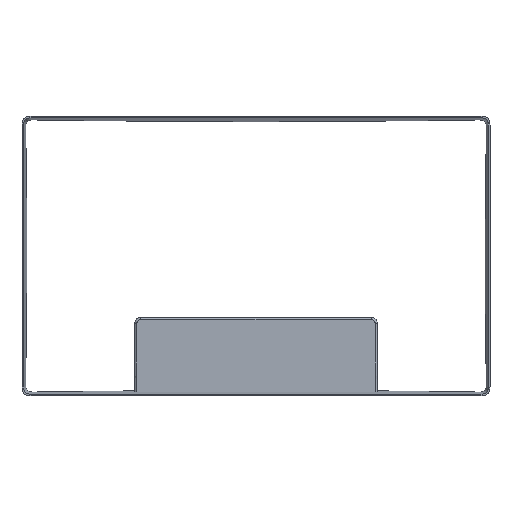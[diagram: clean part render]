
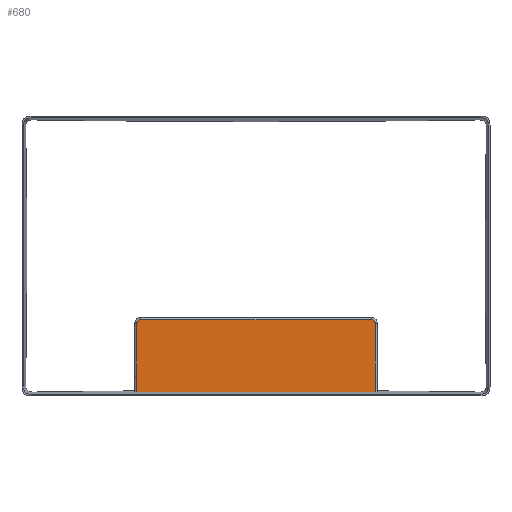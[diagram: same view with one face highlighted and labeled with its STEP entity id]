
A CAD part, front view. The second image highlights one B-rep face of the part: STEP entity #680.
In plain terms, the highlighted free-form (B-spline) face has degree [1, 1] with [2, 2] control points.
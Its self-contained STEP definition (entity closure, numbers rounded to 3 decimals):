
#107=ORIENTED_EDGE('trim curve',*,*,#387,.F.);
#108=ORIENTED_EDGE('trim curve',*,*,#383,.F.);
#109=ORIENTED_EDGE('trim curve',*,*,#380,.F.);
#110=ORIENTED_EDGE('trim curve',*,*,#377,.F.);
#111=ORIENTED_EDGE('trim curve',*,*,#373,.F.);
#112=ORIENTED_EDGE('trim curve',*,*,#394,.T.);
#294=VERTEX_POINT('Trimming Point',#6800);
#295=VERTEX_POINT('Trimming Point',#6803);
#298=VERTEX_POINT('Trimming Point',#7207);
#300=VERTEX_POINT('Trimming Point',#7277);
#302=VERTEX_POINT('Trimming Point',#7662);
#305=VERTEX_POINT('Trimming Point',#7736);
#373=EDGE_CURVE('Edge Curve',#294,#295,#485,.T.);
#377=EDGE_CURVE('Edge Curve',#295,#298,#489,.T.);
#380=EDGE_CURVE('Edge Curve',#298,#300,#492,.T.);
#383=EDGE_CURVE('Edge Curve',#300,#302,#495,.T.);
#387=EDGE_CURVE('Edge Curve',#302,#305,#499,.T.);
#394=EDGE_CURVE('Edge Curve',#294,#305,#506,.T.);
#485=(
BOUNDED_CURVE()
B_SPLINE_CURVE(3,(#6800,#6801,#6802,#6803),.UNSPECIFIED.,.U.,.U.)
B_SPLINE_CURVE_WITH_KNOTS((4,4),(0.,0.081),.UNSPECIFIED.)
CURVE()
GEOMETRIC_REPRESENTATION_ITEM()
RATIONAL_B_SPLINE_CURVE((1.,1.,1.,1.))
REPRESENTATION_ITEM('node')
);
#489=(
BOUNDED_CURVE()
B_SPLINE_CURVE(3,(#7195,#7196,#7197,#7198,#7199,#7200,#7201,#7202,#7203,
#7204,#7205,#7206,#7207),.UNSPECIFIED.,.U.,.U.)
B_SPLINE_CURVE_WITH_KNOTS((4,3,3,3,4),(0.,0.484,0.969,0.99,
1.),.UNSPECIFIED.)
CURVE()
GEOMETRIC_REPRESENTATION_ITEM()
RATIONAL_B_SPLINE_CURVE((1.,0.957,0.957,1.,0.955,
0.955,1.,1.,1.,1.,1.011,
1.011,1.))
REPRESENTATION_ITEM('node')
);
#492=(
BOUNDED_CURVE()
B_SPLINE_CURVE(3,(#7274,#7275,#7276,#7277),.UNSPECIFIED.,.U.,.U.)
B_SPLINE_CURVE_WITH_KNOTS((4,4),(0.,0.27),.UNSPECIFIED.)
CURVE()
GEOMETRIC_REPRESENTATION_ITEM()
RATIONAL_B_SPLINE_CURVE((1.,1.,1.,1.))
REPRESENTATION_ITEM('node')
);
#495=(
BOUNDED_CURVE()
B_SPLINE_CURVE(3,(#7650,#7651,#7652,#7653,#7654,#7655,#7656,#7657,#7658,
#7659,#7660,#7661,#7662),.UNSPECIFIED.,.U.,.U.)
B_SPLINE_CURVE_WITH_KNOTS((4,3,3,3,4),(0.,0.484,0.969,0.99,
1.),.UNSPECIFIED.)
CURVE()
GEOMETRIC_REPRESENTATION_ITEM()
RATIONAL_B_SPLINE_CURVE((1.,0.957,0.957,1.,0.955,
0.955,1.,1.,1.,1.,1.011,
1.011,1.))
REPRESENTATION_ITEM('node')
);
#499=(
BOUNDED_CURVE()
B_SPLINE_CURVE(3,(#7733,#7734,#7735,#7736),.UNSPECIFIED.,.U.,.U.)
B_SPLINE_CURVE_WITH_KNOTS((4,4),(0.,0.081),.UNSPECIFIED.)
CURVE()
GEOMETRIC_REPRESENTATION_ITEM()
RATIONAL_B_SPLINE_CURVE((1.,1.,1.,1.))
REPRESENTATION_ITEM('node')
);
#506=(
BOUNDED_CURVE()
B_SPLINE_CURVE(1,(#7796,#7797),.UNSPECIFIED.,.U.,.U.)
B_SPLINE_CURVE_WITH_KNOTS((2,2),(0.,0.279),.UNSPECIFIED.)
CURVE()
GEOMETRIC_REPRESENTATION_ITEM()
RATIONAL_B_SPLINE_CURVE((1.,1.))
REPRESENTATION_ITEM('node')
);
#560=EDGE_LOOP('trim boundary',(#107,#108,#109,#110,#111,#112));
#600=FACE_OUTER_BOUND('Boundary Edges',#560,.T.);
#640=(
BOUNDED_SURFACE()
B_SPLINE_SURFACE(1,1,((#7792,#7793),(#7794,#7795)),.UNSPECIFIED.,.U.,.U.,
 .U.)
B_SPLINE_SURFACE_WITH_KNOTS((2,2),(2,2),(-3.68,286.48),
(19.454,107.965),.UNSPECIFIED.)
GEOMETRIC_REPRESENTATION_ITEM()
RATIONAL_B_SPLINE_SURFACE(((1.,1.),(1.,1.)))
REPRESENTATION_ITEM('trim region')
SURFACE()
);
#680=ADVANCED_FACE('trim region',(#600),#640,.T.);
#6800=CARTESIAN_POINT('CVs',(-139.5,-54.,-35.907));
#6801=CARTESIAN_POINT('CVs',(-139.5,-54.,-9.038));
#6802=CARTESIAN_POINT('CVs',(-139.5,-54.,17.831));
#6803=CARTESIAN_POINT('CVs',(-139.5,-54.,44.7));
#7195=CARTESIAN_POINT('CVs',(-139.5,-54.,44.7));
#7196=CARTESIAN_POINT('CVs',(-139.5,-54.,45.871));
#7197=CARTESIAN_POINT('CVs',(-139.068,-54.,46.951));
#7198=CARTESIAN_POINT('CVs',(-138.262,-54.,47.799));
#7199=CARTESIAN_POINT('CVs',(-137.455,-54.,48.648));
#7200=CARTESIAN_POINT('CVs',(-136.397,-54.,49.135));
#7201=CARTESIAN_POINT('CVs',(-135.231,-54.,49.194));
#7202=CARTESIAN_POINT('CVs',(-135.18,-54.,49.197));
#7203=CARTESIAN_POINT('CVs',(-135.129,-54.,49.198));
#7204=CARTESIAN_POINT('CVs',(-135.077,-54.,49.199));
#7205=CARTESIAN_POINT('CVs',(-135.052,-54.,49.2));
#7206=CARTESIAN_POINT('CVs',(-135.026,-54.,49.2));
#7207=CARTESIAN_POINT('CVs',(-135.,-54.,49.2));
#7274=CARTESIAN_POINT('CVs',(-135.,-54.,49.2));
#7275=CARTESIAN_POINT('CVs',(-45.,-54.,49.2));
#7276=CARTESIAN_POINT('CVs',(45.,-54.,49.2));
#7277=CARTESIAN_POINT('CVs',(135.,-54.,49.2));
#7650=CARTESIAN_POINT('CVs',(135.,-54.,49.2));
#7651=CARTESIAN_POINT('CVs',(136.171,-54.,49.2));
#7652=CARTESIAN_POINT('CVs',(137.251,-54.,48.768));
#7653=CARTESIAN_POINT('CVs',(138.099,-54.,47.962));
#7654=CARTESIAN_POINT('CVs',(138.948,-54.,47.155));
#7655=CARTESIAN_POINT('CVs',(139.435,-54.,46.097));
#7656=CARTESIAN_POINT('CVs',(139.494,-54.,44.931));
#7657=CARTESIAN_POINT('CVs',(139.497,-54.,44.88));
#7658=CARTESIAN_POINT('CVs',(139.498,-54.,44.829));
#7659=CARTESIAN_POINT('CVs',(139.499,-54.,44.777));
#7660=CARTESIAN_POINT('CVs',(139.5,-54.,44.752));
#7661=CARTESIAN_POINT('CVs',(139.5,-54.,44.726));
#7662=CARTESIAN_POINT('CVs',(139.5,-54.,44.7));
#7733=CARTESIAN_POINT('CVs',(139.5,-54.,44.7));
#7734=CARTESIAN_POINT('CVs',(139.5,-54.,17.831));
#7735=CARTESIAN_POINT('CVs',(139.5,-54.,-9.038));
#7736=CARTESIAN_POINT('CVs',(139.5,-54.,-35.907));
#7792=CARTESIAN_POINT('CVs',(-145.08,-54.,-37.609));
#7793=CARTESIAN_POINT('CVs',(-145.08,-54.,50.902));
#7794=CARTESIAN_POINT('CVs',(145.08,-54.,-37.609));
#7795=CARTESIAN_POINT('CVs',(145.08,-54.,50.902));
#7796=CARTESIAN_POINT('CVs',(-139.5,-54.,-35.907));
#7797=CARTESIAN_POINT('CVs',(139.5,-54.,-35.907));
